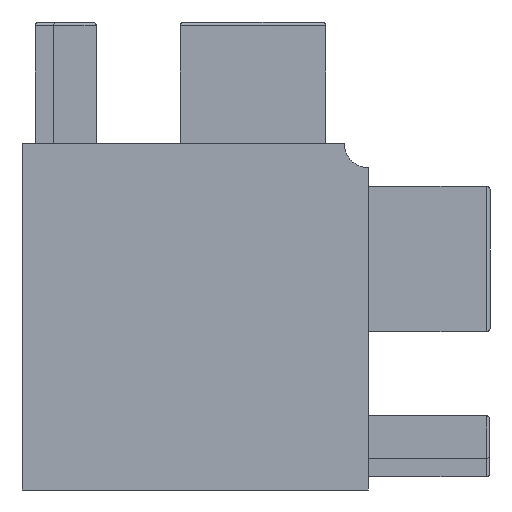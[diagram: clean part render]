
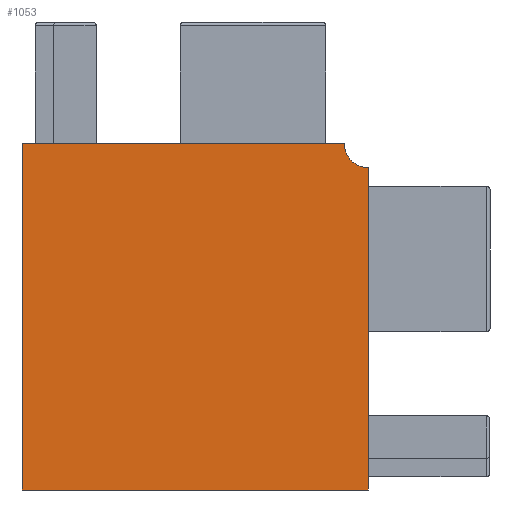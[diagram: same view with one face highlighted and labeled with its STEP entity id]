
A CAD part, front view. The second image highlights one B-rep face of the part: STEP entity #1053.
In plain terms, the highlighted planar face has unit normal (0, -1, 0).
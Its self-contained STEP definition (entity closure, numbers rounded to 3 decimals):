
#107 = DIRECTION ( 'NONE',  ( 0., 0., 1. ) ) ;
#156 = VECTOR ( 'NONE', #682, 1000. ) ;
#251 = CARTESIAN_POINT ( 'NONE',  ( 28.5, -29., 0. ) ) ;
#268 = CARTESIAN_POINT ( 'NONE',  ( 26.5, -29., 28.5 ) ) ;
#291 = CARTESIAN_POINT ( 'NONE',  ( 0., -29., 0. ) ) ;
#501 = AXIS2_PLACEMENT_3D ( 'NONE', #1940, #864, #107 ) ;
#544 = CARTESIAN_POINT ( 'NONE',  ( 0., -29., 28.5 ) ) ;
#574 = ORIENTED_EDGE ( 'NONE', *, *, #2279, .F. ) ;
#653 = CARTESIAN_POINT ( 'NONE',  ( 0., -29., 0. ) ) ;
#682 = DIRECTION ( 'NONE',  ( 0., 0., -1. ) ) ;
#757 = VECTOR ( 'NONE', #1382, 1000. ) ;
#864 = DIRECTION ( 'NONE',  ( 0., -1., 0. ) ) ;
#942 = VERTEX_POINT ( 'NONE', #251 ) ;
#1018 = AXIS2_PLACEMENT_3D ( 'NONE', #291, #2118, #1228 ) ;
#1053 = ADVANCED_FACE ( 'NONE', ( #1239 ), #2287, .F. ) ;
#1228 = DIRECTION ( 'NONE',  ( 0., 0., 1. ) ) ;
#1239 = FACE_OUTER_BOUND ( 'NONE', #1905, .T. ) ;
#1370 = LINE ( 'NONE', #653, #757 ) ;
#1382 = DIRECTION ( 'NONE',  ( 0., 0., 1. ) ) ;
#1409 = EDGE_CURVE ( 'NONE', #1527, #1713, #2320, .T. ) ;
#1518 = ORIENTED_EDGE ( 'NONE', *, *, #2274, .F. ) ;
#1527 = VERTEX_POINT ( 'NONE', #544 ) ;
#1531 = VECTOR ( 'NONE', #1915, 1000. ) ;
#1563 = CARTESIAN_POINT ( 'NONE',  ( 28.5, -29., 26.5 ) ) ;
#1594 = ORIENTED_EDGE ( 'NONE', *, *, #2205, .F. ) ;
#1595 = CARTESIAN_POINT ( 'NONE',  ( 0., -29., 28.5 ) ) ;
#1633 = ORIENTED_EDGE ( 'NONE', *, *, #1409, .F. ) ;
#1713 = VERTEX_POINT ( 'NONE', #268 ) ;
#1745 = VERTEX_POINT ( 'NONE', #2217 ) ;
#1755 = LINE ( 'NONE', #2310, #156 ) ;
#1880 = EDGE_CURVE ( 'NONE', #2245, #942, #1755, .T. ) ;
#1905 = EDGE_LOOP ( 'NONE', ( #1518, #1633, #574, #1594, #2029 ) ) ;
#1910 = CIRCLE ( 'NONE', #501, 2. ) ;
#1915 = DIRECTION ( 'NONE',  ( -1., 0., 0. ) ) ;
#1926 = LINE ( 'NONE', #2308, #1531 ) ;
#1940 = CARTESIAN_POINT ( 'NONE',  ( 28.5, -29., 28.5 ) ) ;
#1959 = VECTOR ( 'NONE', #2340, 1000. ) ;
#2029 = ORIENTED_EDGE ( 'NONE', *, *, #1880, .F. ) ;
#2118 = DIRECTION ( 'NONE',  ( 0., 1., 0. ) ) ;
#2205 = EDGE_CURVE ( 'NONE', #942, #1745, #1926, .T. ) ;
#2217 = CARTESIAN_POINT ( 'NONE',  ( 0., -29., 0. ) ) ;
#2245 = VERTEX_POINT ( 'NONE', #1563 ) ;
#2274 = EDGE_CURVE ( 'NONE', #1713, #2245, #1910, .T. ) ;
#2279 = EDGE_CURVE ( 'NONE', #1745, #1527, #1370, .T. ) ;
#2287 = PLANE ( 'NONE',  #1018 ) ;
#2308 = CARTESIAN_POINT ( 'NONE',  ( 0., -29., 0. ) ) ;
#2310 = CARTESIAN_POINT ( 'NONE',  ( 28.5, -29., 0. ) ) ;
#2320 = LINE ( 'NONE', #1595, #1959 ) ;
#2340 = DIRECTION ( 'NONE',  ( 1., 0., 0. ) ) ;
